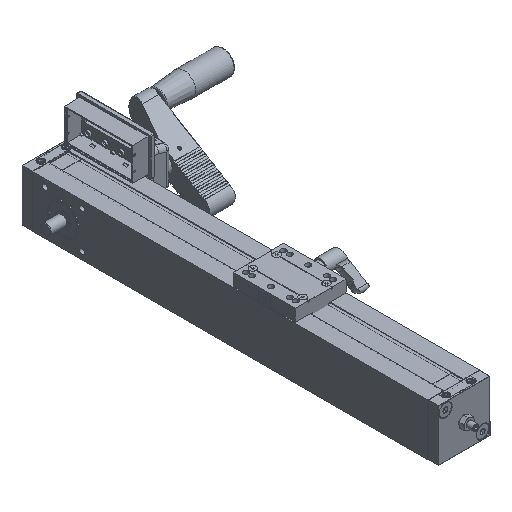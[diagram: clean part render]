
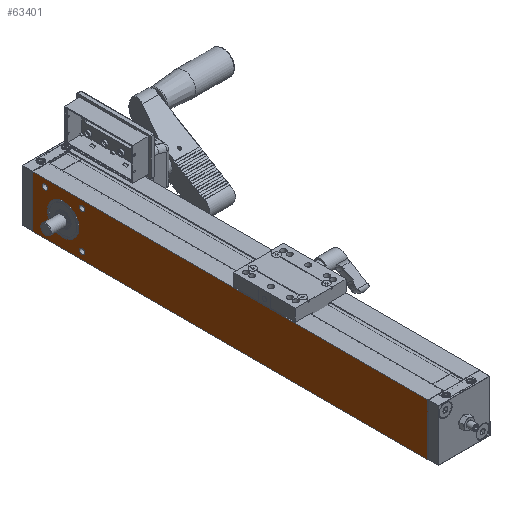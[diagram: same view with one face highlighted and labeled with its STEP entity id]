
A CAD part, isometric view. The second image highlights one B-rep face of the part: STEP entity #63401.
In plain terms, the highlighted planar face has unit normal (-1, 0, 0).
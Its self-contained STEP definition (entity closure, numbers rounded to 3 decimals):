
#685=LINE('',#85759,#5939);
#687=LINE('',#85763,#5941);
#689=LINE('',#85767,#5943);
#691=LINE('',#85771,#5945);
#5939=VECTOR('',#71427,1000.);
#5941=VECTOR('',#71431,1000.);
#5943=VECTOR('',#71435,1000.);
#5945=VECTOR('',#71439,1000.);
#12527=ORIENTED_EDGE('',*,*,#26460,.T.);
#12528=ORIENTED_EDGE('',*,*,#26699,.T.);
#12529=ORIENTED_EDGE('',*,*,#26698,.T.);
#12530=ORIENTED_EDGE('',*,*,#26697,.T.);
#12531=ORIENTED_EDGE('',*,*,#26696,.T.);
#12532=ORIENTED_EDGE('',*,*,#26695,.F.);
#12533=ORIENTED_EDGE('',*,*,#26693,.F.);
#12534=ORIENTED_EDGE('',*,*,#26691,.T.);
#12535=ORIENTED_EDGE('',*,*,#26689,.T.);
#26460=EDGE_CURVE('',#33663,#33663,#38462,.T.);
#26689=EDGE_CURVE('',#33836,#33835,#685,.T.);
#26691=EDGE_CURVE('',#33837,#33836,#687,.T.);
#26693=EDGE_CURVE('',#33837,#33838,#689,.T.);
#26695=EDGE_CURVE('',#33838,#33835,#691,.T.);
#26696=EDGE_CURVE('',#33839,#33839,#38518,.T.);
#26697=EDGE_CURVE('',#33840,#33840,#38519,.T.);
#26698=EDGE_CURVE('',#33841,#33841,#38520,.T.);
#26699=EDGE_CURVE('',#33842,#33842,#38521,.T.);
#33663=VERTEX_POINT('',#85255);
#33835=VERTEX_POINT('',#85758);
#33836=VERTEX_POINT('',#85760);
#33837=VERTEX_POINT('',#85764);
#33838=VERTEX_POINT('',#85768);
#33839=VERTEX_POINT('',#85774);
#33840=VERTEX_POINT('',#85777);
#33841=VERTEX_POINT('',#85780);
#33842=VERTEX_POINT('',#85783);
#38462=CIRCLE('',#66348,2.459);
#38518=CIRCLE('',#66543,15.);
#38519=CIRCLE('',#66545,2.459);
#38520=CIRCLE('',#66547,2.459);
#38521=CIRCLE('',#66549,2.459);
#40052=EDGE_LOOP('',(#12527));
#40053=EDGE_LOOP('',(#12528));
#40054=EDGE_LOOP('',(#12529));
#40055=EDGE_LOOP('',(#12530));
#40056=EDGE_LOOP('',(#12531));
#40057=EDGE_LOOP('',(#12532,#12533,#12534,#12535));
#43706=FACE_BOUND('',#40052,.T.);
#43707=FACE_BOUND('',#40053,.T.);
#43708=FACE_BOUND('',#40054,.T.);
#43709=FACE_BOUND('',#40055,.T.);
#43710=FACE_BOUND('',#40056,.T.);
#43711=FACE_BOUND('',#40057,.T.);
#47255=PLANE('',#66550);
#63401=ADVANCED_FACE('',(#43706,#43707,#43708,#43709,#43710,#43711),#47255,
 .F.);
#66348=AXIS2_PLACEMENT_3D('',#85254,#70904,#70905);
#66543=AXIS2_PLACEMENT_3D('',#85773,#71442,#71443);
#66545=AXIS2_PLACEMENT_3D('',#85776,#71446,#71447);
#66547=AXIS2_PLACEMENT_3D('',#85779,#71450,#71451);
#66549=AXIS2_PLACEMENT_3D('',#85782,#71454,#71455);
#66550=AXIS2_PLACEMENT_3D('',#85784,#71456,#71457);
#70904=DIRECTION('',(1.,0.,0.));
#70905=DIRECTION('',(0.,0.,-1.));
#71427=DIRECTION('',(0.,0.,1.));
#71431=DIRECTION('',(0.,-1.,0.));
#71435=DIRECTION('',(0.,0.,1.));
#71439=DIRECTION('',(0.,-1.,0.));
#71442=DIRECTION('',(1.,0.,0.));
#71443=DIRECTION('',(0.,-1.,0.));
#71446=DIRECTION('',(1.,0.,0.));
#71447=DIRECTION('',(0.,0.,1.));
#71450=DIRECTION('',(1.,0.,0.));
#71451=DIRECTION('',(0.,0.,1.));
#71454=DIRECTION('',(1.,0.,0.));
#71455=DIRECTION('',(0.,0.,-1.));
#71456=DIRECTION('',(1.,0.,0.));
#71457=DIRECTION('',(0.,0.,-1.));
#85254=CARTESIAN_POINT('',(-25.,134.,18.));
#85255=CARTESIAN_POINT('',(-25.,134.,15.542));
#85758=CARTESIAN_POINT('',(-25.,-200.,25.));
#85759=CARTESIAN_POINT('',(-25.,-200.,-25.));
#85760=CARTESIAN_POINT('',(-25.,-200.,-25.));
#85763=CARTESIAN_POINT('',(-25.,102.,-25.));
#85764=CARTESIAN_POINT('',(-25.,182.,-25.));
#85767=CARTESIAN_POINT('',(-25.,182.,-25.));
#85768=CARTESIAN_POINT('',(-25.,182.,25.));
#85771=CARTESIAN_POINT('',(-25.,101.937,25.));
#85773=CARTESIAN_POINT('',(-25.,152.,0.));
#85774=CARTESIAN_POINT('',(-25.,137.,0.));
#85776=CARTESIAN_POINT('',(-25.,170.,-18.));
#85777=CARTESIAN_POINT('',(-25.,170.,-15.542));
#85779=CARTESIAN_POINT('',(-25.,170.,18.));
#85780=CARTESIAN_POINT('',(-25.,170.,20.459));
#85782=CARTESIAN_POINT('',(-25.,134.,-18.));
#85783=CARTESIAN_POINT('',(-25.,134.,-20.459));
#85784=CARTESIAN_POINT('',(-25.,102.,-25.));
